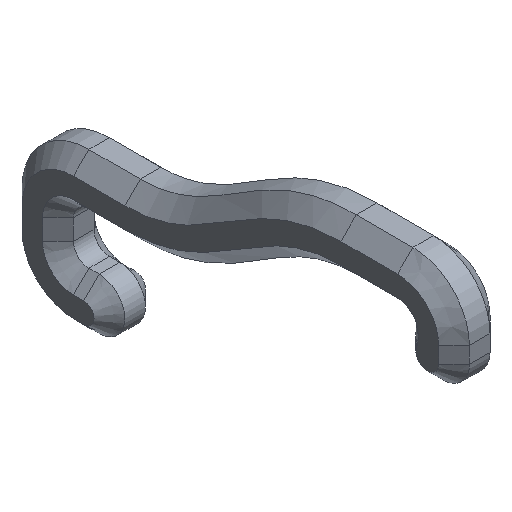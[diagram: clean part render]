
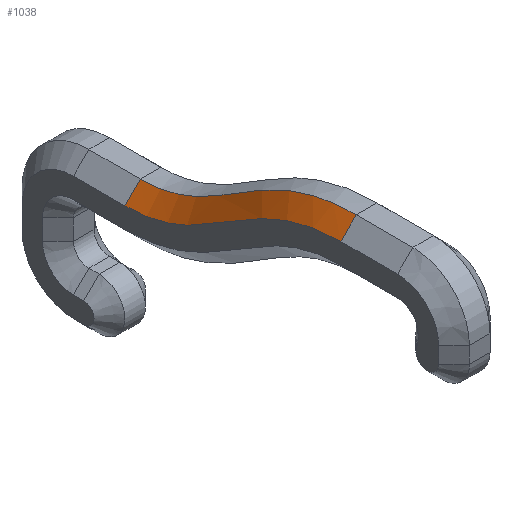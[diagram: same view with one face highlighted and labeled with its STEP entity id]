
A CAD part, isometric view. The second image highlights one B-rep face of the part: STEP entity #1038.
In plain terms, the highlighted free-form (B-spline) face has degree [1, 3] with [2, 14] control points.
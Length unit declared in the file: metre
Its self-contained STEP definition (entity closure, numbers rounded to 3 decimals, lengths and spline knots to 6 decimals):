
#78=B_SPLINE_CURVE_WITH_KNOTS('',3,(#1544,#1545,#1546,#1547),
 .UNSPECIFIED.,.F.,.F.,(4,4),(0.,1.),.UNSPECIFIED.);
#81=B_SPLINE_CURVE_WITH_KNOTS('',3,(#1710,#1711,#1712,#1713,#1714,#1715,
#1716,#1717,#1718,#1719,#1720,#1721,#1722,#1723,#1724,#1725,#1726,#1727,
#1728,#1729,#1730,#1731,#1732,#1733,#1734,#1735,#1736,#1737,#1738,#1739,
#1740,#1741,#1742,#1743,#1744,#1745,#1746,#1747),.UNSPECIFIED.,.F.,.F.,
(4,1,1,1,1,1,1,1,1,1,1,1,1,1,1,1,1,1,1,1,1,1,1,1,1,1,1,1,1,1,1,1,1,1,1,
4),(0.,0.125,0.25,0.3125,0.34375,0.359375,0.375,0.390625,0.40625,0.4375,
0.46875,0.484375,0.492188,0.5,0.507813,0.515625,0.53125,0.546875,0.5625,
0.59375,0.609375,0.617188,0.625,0.632813,0.640625,0.65625,0.6875,0.71875,
0.734375,0.75,0.765625,0.78125,0.8125,0.875,0.9375,1.),.UNSPECIFIED.);
#89=B_SPLINE_CURVE_WITH_KNOTS('',3,(#2020,#2021,#2022,#2023),
 .UNSPECIFIED.,.F.,.F.,(4,4),(0.,1.),.UNSPECIFIED.);
#90=B_SPLINE_CURVE_WITH_KNOTS('',3,(#2025,#2026,#2027,#2028),
 .UNSPECIFIED.,.F.,.F.,(4,4),(0.,1.),.UNSPECIFIED.);
#96=B_SPLINE_SURFACE_WITH_KNOTS('',1,3,((#2029,#2030,#2031,#2032,#2033,
#2034,#2035,#2036,#2037,#2038,#2039,#2040,#2041,#2042),(#2043,#2044,#2045,
#2046,#2047,#2048,#2049,#2050,#2051,#2052,#2053,#2054,#2055,#2056)),
 .RULED_SURF.,.F.,.F.,.F.,(2,2),(4,2,2,2,2,2,4),(0.,1.),(-0.180058,
-0.157569,-0.135079,-0.0901,-0.045121,
-0.022631,-0.000142),.UNSPECIFIED.);
#387=ORIENTED_EDGE('',*,*,#536,.T.);
#388=ORIENTED_EDGE('',*,*,#433,.F.);
#389=ORIENTED_EDGE('',*,*,#537,.T.);
#390=ORIENTED_EDGE('',*,*,#476,.F.);
#433=EDGE_CURVE('',#565,#567,#78,.T.);
#476=EDGE_CURVE('',#602,#603,#81,.T.);
#536=EDGE_CURVE('',#602,#567,#89,.F.);
#537=EDGE_CURVE('',#565,#603,#90,.F.);
#565=VERTEX_POINT('',#1526);
#567=VERTEX_POINT('',#1539);
#602=VERTEX_POINT('',#1709);
#603=VERTEX_POINT('',#1748);
#876=EDGE_LOOP('',(#387,#388,#389,#390));
#941=FACE_BOUND('',#876,.T.);
#1038=ADVANCED_FACE('',(#941),#96,.T.);
#1526=CARTESIAN_POINT('',(0.019,-0.034,0.0075));
#1539=CARTESIAN_POINT('',(0.019,-0.055,0.015));
#1544=CARTESIAN_POINT('',(0.019,-0.034,0.0075));
#1545=CARTESIAN_POINT('',(0.019,-0.042,0.0075));
#1546=CARTESIAN_POINT('',(0.019,-0.045,0.015));
#1547=CARTESIAN_POINT('',(0.019,-0.055,0.015));
#1709=CARTESIAN_POINT('',(0.0175,-0.055,0.0135));
#1710=CARTESIAN_POINT('',(0.0175,-0.055,0.0135));
#1711=CARTESIAN_POINT('',(0.0175,-0.054102,0.0135));
#1712=CARTESIAN_POINT('',(0.0175,-0.052361,0.013368));
#1713=CARTESIAN_POINT('',(0.0175,-0.050257,0.01285));
#1714=CARTESIAN_POINT('',(0.0175,-0.04892,0.012339));
#1715=CARTESIAN_POINT('',(0.0175,-0.048204,0.012021));
#1716=CARTESIAN_POINT('',(0.0175,-0.047798,0.011828));
#1717=CARTESIAN_POINT('',(0.0175,-0.047468,0.011664));
#1718=CARTESIAN_POINT('',(0.0175,-0.047219,0.011536));
#1719=CARTESIAN_POINT('',(0.0175,-0.046846,0.011339));
#1720=CARTESIAN_POINT('',(0.0175,-0.04637,0.011076));
#1721=CARTESIAN_POINT('',(0.0175,-0.045868,0.010786));
#1722=CARTESIAN_POINT('',(0.0175,-0.045496,0.010564));
#1723=CARTESIAN_POINT('',(0.0175,-0.045291,0.01044));
#1724=CARTESIAN_POINT('',(0.0175,-0.045102,0.010324));
#1725=CARTESIAN_POINT('',(0.0175,-0.04504,0.010286));
#1726=CARTESIAN_POINT('',(0.0175,-0.044886,0.01019));
#1727=CARTESIAN_POINT('',(0.0175,-0.044669,0.010054));
#1728=CARTESIAN_POINT('',(0.0175,-0.044343,0.00985));
#1729=CARTESIAN_POINT('',(0.0175,-0.043782,0.009497));
#1730=CARTESIAN_POINT('',(0.0175,-0.043328,0.009212));
#1731=CARTESIAN_POINT('',(0.0175,-0.042997,0.009007));
#1732=CARTESIAN_POINT('',(0.0175,-0.042817,0.008897));
#1733=CARTESIAN_POINT('',(0.0175,-0.042723,0.00884));
#1734=CARTESIAN_POINT('',(0.0175,-0.042518,0.008716));
#1735=CARTESIAN_POINT('',(0.0175,-0.042287,0.008579));
#1736=CARTESIAN_POINT('',(0.0175,-0.041873,0.008337));
#1737=CARTESIAN_POINT('',(0.0175,-0.041311,0.008022));
#1738=CARTESIAN_POINT('',(0.0175,-0.040782,0.007743));
#1739=CARTESIAN_POINT('',(0.0175,-0.040363,0.007536));
#1740=CARTESIAN_POINT('',(0.0175,-0.040096,0.007408));
#1741=CARTESIAN_POINT('',(0.0175,-0.039693,0.007225));
#1742=CARTESIAN_POINT('',(0.0175,-0.039206,0.00702));
#1743=CARTESIAN_POINT('',(0.0175,-0.038332,0.006687));
#1744=CARTESIAN_POINT('',(0.0175,-0.037147,0.006336));
#1745=CARTESIAN_POINT('',(0.0175,-0.035579,0.006058));
#1746=CARTESIAN_POINT('',(0.0175,-0.034532,0.006));
#1747=CARTESIAN_POINT('',(0.0175,-0.034,0.006));
#1748=CARTESIAN_POINT('',(0.0175,-0.034,0.006));
#2020=CARTESIAN_POINT('',(0.019,-0.055,0.015));
#2021=CARTESIAN_POINT('',(0.0185,-0.055,0.0145));
#2022=CARTESIAN_POINT('',(0.018,-0.055,0.014));
#2023=CARTESIAN_POINT('',(0.0175,-0.055,0.0135));
#2025=CARTESIAN_POINT('',(0.0175,-0.034,0.006));
#2026=CARTESIAN_POINT('',(0.018,-0.034,0.0065));
#2027=CARTESIAN_POINT('',(0.0185,-0.034,0.007));
#2028=CARTESIAN_POINT('',(0.019,-0.034,0.0075));
#2029=CARTESIAN_POINT('',(0.019,-0.034,0.0075));
#2030=CARTESIAN_POINT('',(0.019,-0.034894,0.0075));
#2031=CARTESIAN_POINT('',(0.019,-0.03586,0.007603));
#2032=CARTESIAN_POINT('',(0.019,-0.037698,0.008036));
#2033=CARTESIAN_POINT('',(0.019,-0.038585,0.008361));
#2034=CARTESIAN_POINT('',(0.019,-0.041152,0.009555));
#2035=CARTESIAN_POINT('',(0.019,-0.042727,0.010625));
#2036=CARTESIAN_POINT('',(0.019,-0.045949,0.012604));
#2037=CARTESIAN_POINT('',(0.019,-0.047617,0.013511));
#2038=CARTESIAN_POINT('',(0.019,-0.050309,0.014413));
#2039=CARTESIAN_POINT('',(0.019,-0.051231,0.014638));
#2040=CARTESIAN_POINT('',(0.019,-0.053099,0.014931));
#2041=CARTESIAN_POINT('',(0.019,-0.053997,0.015));
#2042=CARTESIAN_POINT('',(0.019,-0.055,0.015));
#2043=CARTESIAN_POINT('',(0.0175,-0.034,0.006));
#2044=CARTESIAN_POINT('',(0.0175,-0.034999,0.006));
#2045=CARTESIAN_POINT('',(0.0175,-0.03609,0.006117));
#2046=CARTESIAN_POINT('',(0.0175,-0.038155,0.006603));
#2047=CARTESIAN_POINT('',(0.0175,-0.039144,0.006967));
#2048=CARTESIAN_POINT('',(0.0175,-0.041932,0.008263));
#2049=CARTESIAN_POINT('',(0.0175,-0.043549,0.009369));
#2050=CARTESIAN_POINT('',(0.0175,-0.046698,0.011304));
#2051=CARTESIAN_POINT('',(0.0175,-0.048248,0.012141));
#2052=CARTESIAN_POINT('',(0.0175,-0.050707,0.012964));
#2053=CARTESIAN_POINT('',(0.0175,-0.051545,0.013169));
#2054=CARTESIAN_POINT('',(0.0175,-0.053249,0.013437));
#2055=CARTESIAN_POINT('',(0.0175,-0.054072,0.0135));
#2056=CARTESIAN_POINT('',(0.0175,-0.055,0.0135));
